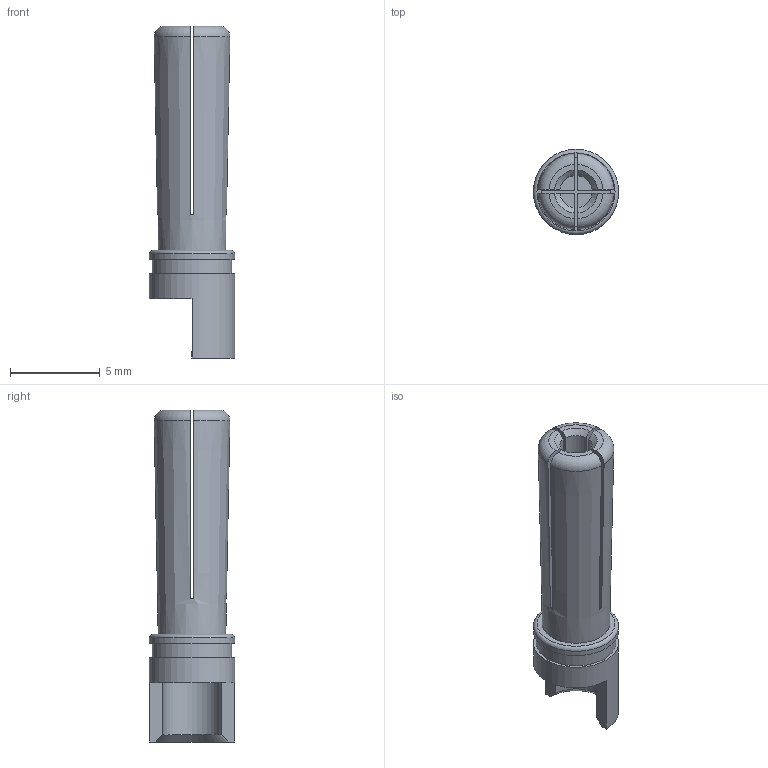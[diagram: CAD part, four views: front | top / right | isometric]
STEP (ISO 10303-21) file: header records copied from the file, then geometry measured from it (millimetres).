
FILE_DESCRIPTION(('FreeCAD Model'),'2;1');
FILE_NAME('Open CASCADE Shape Model','2024-11-07T18:44:02',(''),(''), 'Open CASCADE STEP processor 7.7','FreeCAD','Unknown');
FILE_SCHEMA(('AUTOMOTIVE_DESIGN { 1 0 10303 214 1 1 1 1 }'));
Length unit declared in the file: millimetre
Products named in the file (1): Body
Bounding box: 4.75 x 4.75 x 18.5 mm (x, y, z)
Volume: 163 mm3; surface area: 439.2 mm2
Topology: 1 solids, 1 shells, 46 faces, 120 edges, 79 vertices
Faces by surface type: plane 25, cylinder 8, cone 8, torus 5
Full cylindrical faces by diameter (mm): 3.25 x1, 4.45 x1, 4.75 x2
Entity records: 3385 total; most frequent: CARTESIAN_POINT 1006, DIRECTION 437, ORIENTED_EDGE 240, PCURVE 240, DEFINITIONAL_REPRESENTATION 240, LINE 215, VECTOR 215, EDGE_CURVE 120
